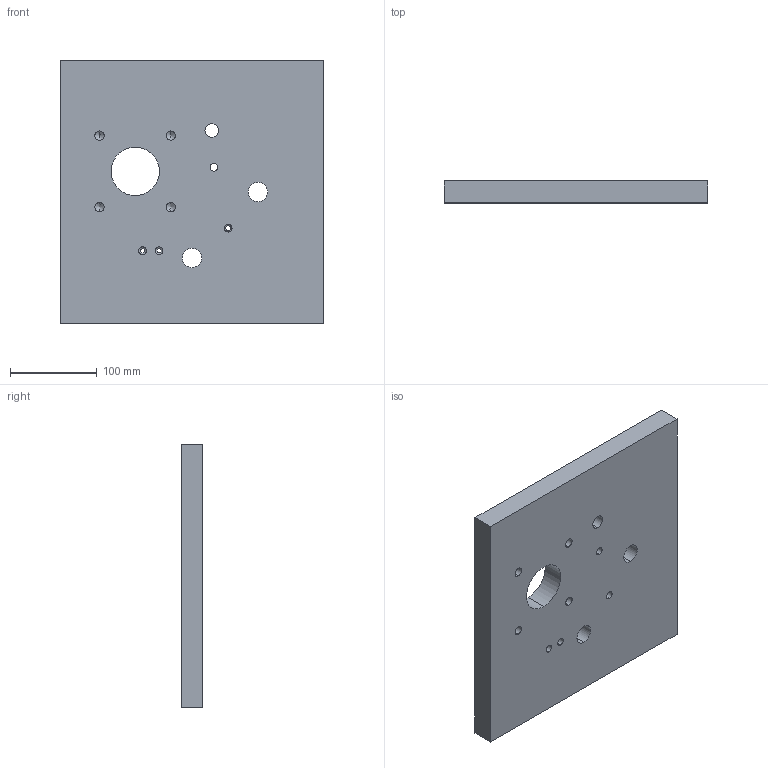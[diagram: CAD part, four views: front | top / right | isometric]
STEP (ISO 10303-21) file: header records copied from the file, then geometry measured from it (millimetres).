
FILE_DESCRIPTION (( 'STEP AP203' ), '1' );
FILE_NAME ('Ground Plate.STEP', '2021-10-25T17:56:10', ( '' ), ( '' ), 'SwSTEP 2.0', 'SolidWorks 2020', '' );
FILE_SCHEMA (( 'CONFIG_CONTROL_DESIGN' ));
Length unit declared in the file: inch
Products named in the file (1): Ground Plate
Bounding box: 304.8 x 25.4 x 304.8 mm (x, y, z)
Volume: 2259766 mm3; surface area: 224037.4 mm2
Topology: 1 solids, 1 shells, 62 faces, 150 edges, 85 vertices
Faces by surface type: cylinder 34, cone 22, plane 6
Entity records: 1847 total; most frequent: DIRECTION 338, CARTESIAN_POINT 288, ORIENTED_EDGE 280, EDGE_CURVE 140, AXIS2_PLACEMENT_3D 135, VERTEX_POINT 85, EDGE_LOOP 83, CIRCLE 72
